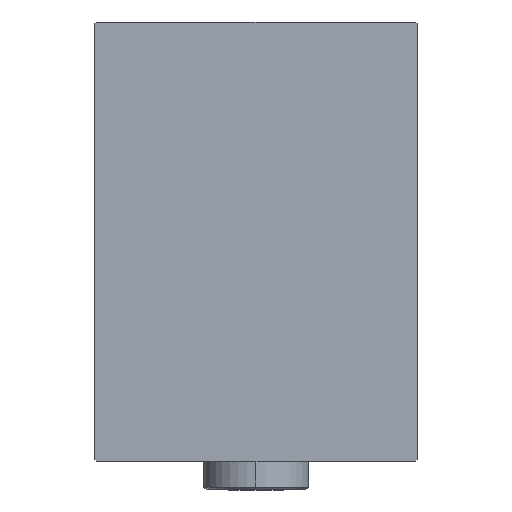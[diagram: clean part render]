
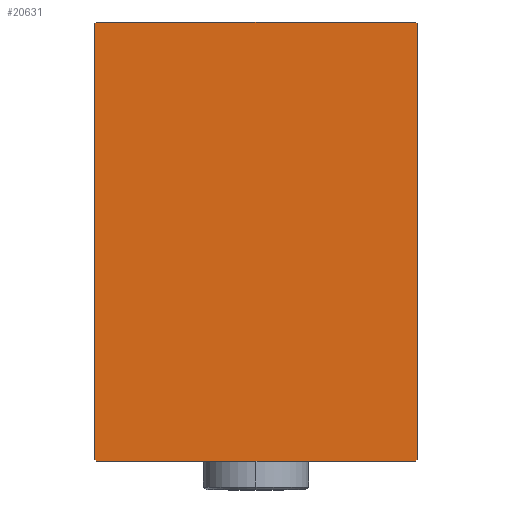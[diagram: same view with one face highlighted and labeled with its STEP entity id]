
A CAD part, left-side view. The second image highlights one B-rep face of the part: STEP entity #20631.
In plain terms, the highlighted face is planar.
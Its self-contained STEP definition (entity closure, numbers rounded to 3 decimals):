
#138 = ORIENTED_EDGE ( 'NONE', *, *, #14379, .T. ) ;
#462 = DIRECTION ( 'NONE',  ( 0., 0., 1. ) ) ;
#1019 = CARTESIAN_POINT ( 'NONE',  ( 175., -32.35, -32.35 ) ) ;
#2860 = EDGE_CURVE ( 'NONE', #13025, #14985, #18863, .T. ) ;
#2920 = VERTEX_POINT ( 'NONE', #17548 ) ;
#3238 = PLANE ( 'NONE',  #41257 ) ;
#3818 = LINE ( 'NONE', #18420, #42784 ) ;
#4169 = LINE ( 'NONE', #18303, #7936 ) ;
#5016 = VECTOR ( 'NONE', #31170, 1000. ) ;
#6907 = DIRECTION ( 'NONE',  ( 0., -1., 0. ) ) ;
#6955 = CARTESIAN_POINT ( 'NONE',  ( 175., 0., 0. ) ) ;
#7180 = FACE_OUTER_BOUND ( 'NONE', #38615, .T. ) ;
#7533 = CARTESIAN_POINT ( 'NONE',  ( 175., 32.35, 32.35 ) ) ;
#7625 = VECTOR ( 'NONE', #25605, 1000. ) ;
#7936 = VECTOR ( 'NONE', #462, 1000. ) ;
#8103 = ORIENTED_EDGE ( 'NONE', *, *, #21736, .T. ) ;
#8113 = CARTESIAN_POINT ( 'NONE',  ( 175., -27.2, 37.5 ) ) ;
#9286 = EDGE_CURVE ( 'NONE', #2920, #12760, #45786, .T. ) ;
#10203 = DIRECTION ( 'NONE',  ( 1., 0., 0. ) ) ;
#10620 = CARTESIAN_POINT ( 'NONE',  ( 175., -27.2, -37.5 ) ) ;
#10811 = ORIENTED_EDGE ( 'NONE', *, *, #2860, .T. ) ;
#11591 = LINE ( 'NONE', #36389, #44902 ) ;
#12760 = VERTEX_POINT ( 'NONE', #31228 ) ;
#13025 = VERTEX_POINT ( 'NONE', #21887 ) ;
#14379 = EDGE_CURVE ( 'NONE', #18536, #13025, #40932, .T. ) ;
#14471 = DIRECTION ( 'NONE',  ( 0., 1., 0. ) ) ;
#14985 = VERTEX_POINT ( 'NONE', #10620 ) ;
#15939 = ORIENTED_EDGE ( 'NONE', *, *, #18039, .T. ) ;
#16751 = VECTOR ( 'NONE', #22884, 1000. ) ;
#17105 = CARTESIAN_POINT ( 'NONE',  ( 175., 27.5, 37.5 ) ) ;
#17548 = CARTESIAN_POINT ( 'NONE',  ( 175., 27.5, 37.2 ) ) ;
#18039 = EDGE_CURVE ( 'NONE', #44825, #18536, #34414, .T. ) ;
#18303 = CARTESIAN_POINT ( 'NONE',  ( 175., 27.5, -37.5 ) ) ;
#18420 = CARTESIAN_POINT ( 'NONE',  ( 175., -27.5, -37.5 ) ) ;
#18536 = VERTEX_POINT ( 'NONE', #24856 ) ;
#18863 = LINE ( 'NONE', #1019, #7625 ) ;
#20631 = ADVANCED_FACE ( 'NONE', ( #7180 ), #3238, .T. ) ;
#21696 = VERTEX_POINT ( 'NONE', #37752 ) ;
#21736 = EDGE_CURVE ( 'NONE', #12760, #44825, #42348, .T. ) ;
#21887 = CARTESIAN_POINT ( 'NONE',  ( 175., -27.5, -37.2 ) ) ;
#22809 = VECTOR ( 'NONE', #6907, 1000. ) ;
#22884 = DIRECTION ( 'NONE',  ( 0., 0., -1. ) ) ;
#24574 = DIRECTION ( 'NONE',  ( 0., 0., -1. ) ) ;
#24856 = CARTESIAN_POINT ( 'NONE',  ( 175., -27.5, 37.2 ) ) ;
#25605 = DIRECTION ( 'NONE',  ( 0., 0.707, -0.707 ) ) ;
#25741 = DIRECTION ( 'NONE',  ( 0., 0.707, 0.707 ) ) ;
#25812 = ORIENTED_EDGE ( 'NONE', *, *, #39302, .T. ) ;
#26602 = CARTESIAN_POINT ( 'NONE',  ( 175., -27.5, 37.5 ) ) ;
#26843 = ORIENTED_EDGE ( 'NONE', *, *, #39295, .T. ) ;
#28617 = VERTEX_POINT ( 'NONE', #37020 ) ;
#28647 = DIRECTION ( 'NONE',  ( 0., -0.707, 0.707 ) ) ;
#30678 = VECTOR ( 'NONE', #28647, 1000. ) ;
#31001 = ORIENTED_EDGE ( 'NONE', *, *, #41680, .T. ) ;
#31170 = DIRECTION ( 'NONE',  ( 0., -0.707, -0.707 ) ) ;
#31228 = CARTESIAN_POINT ( 'NONE',  ( 175., 27.2, 37.5 ) ) ;
#34414 = LINE ( 'NONE', #45074, #5016 ) ;
#36389 = CARTESIAN_POINT ( 'NONE',  ( 175., 32.35, -32.35 ) ) ;
#37020 = CARTESIAN_POINT ( 'NONE',  ( 175., 27.2, -37.5 ) ) ;
#37752 = CARTESIAN_POINT ( 'NONE',  ( 175., 27.5, -37.2 ) ) ;
#38615 = EDGE_LOOP ( 'NONE', ( #31001, #26843, #25812, #42159, #8103, #15939, #138, #10811 ) ) ;
#39295 = EDGE_CURVE ( 'NONE', #28617, #21696, #11591, .T. ) ;
#39302 = EDGE_CURVE ( 'NONE', #21696, #2920, #4169, .T. ) ;
#40932 = LINE ( 'NONE', #26602, #16751 ) ;
#41257 = AXIS2_PLACEMENT_3D ( 'NONE', #6955, #10203, #24574 ) ;
#41680 = EDGE_CURVE ( 'NONE', #14985, #28617, #3818, .T. ) ;
#42159 = ORIENTED_EDGE ( 'NONE', *, *, #9286, .T. ) ;
#42348 = LINE ( 'NONE', #17105, #22809 ) ;
#42784 = VECTOR ( 'NONE', #14471, 1000. ) ;
#44825 = VERTEX_POINT ( 'NONE', #8113 ) ;
#44902 = VECTOR ( 'NONE', #25741, 1000. ) ;
#45074 = CARTESIAN_POINT ( 'NONE',  ( 175., -32.35, 32.35 ) ) ;
#45786 = LINE ( 'NONE', #7533, #30678 ) ;
